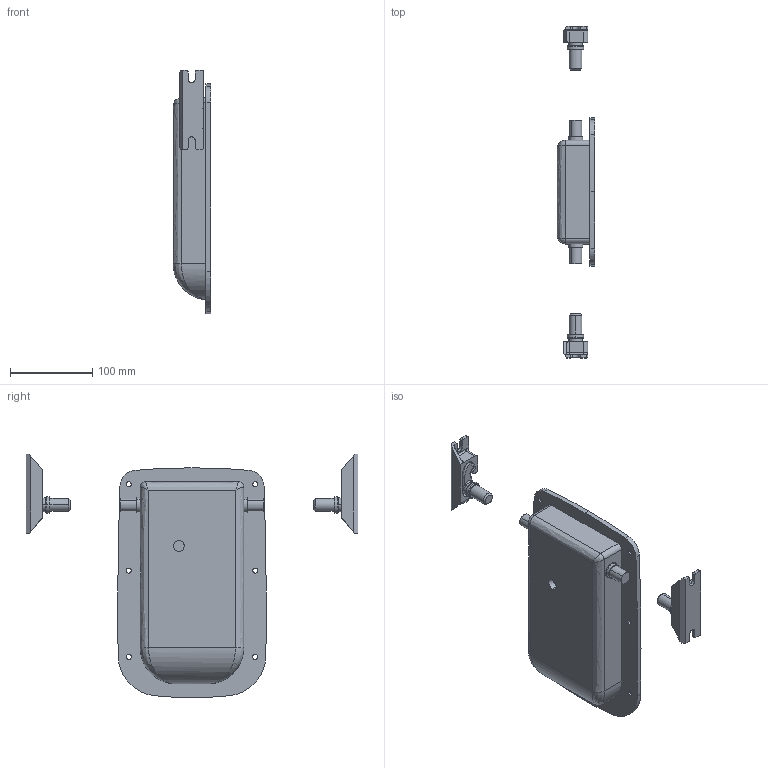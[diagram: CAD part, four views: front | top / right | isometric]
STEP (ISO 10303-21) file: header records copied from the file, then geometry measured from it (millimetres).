
FILE_DESCRIPTION (( 'STEP AP203' ), '1' );
FILE_NAME ('sone3D.STEP', '2017-07-19T08:15:54', ( '' ), ( '' ), 'SwSTEP 2.0', 'SolidWorks 2014', '' );
FILE_SCHEMA (( 'CONFIG_CONTROL_DESIGN' ));
Length unit declared in the file: millimetre
Products named in the file (10): sone3D; FA-818-1ハンドル_; FA-818-1ボタン_; FA-818-1僕儑僀儞僩A_; FA-1815-S-1_-2僉乕僷乕__L; FA-1815-S-1_-2僼僢僋__FA-1815-S-2-L; FA-1815-S-1_-2僉乕僷乕__R; FA-1815-S-1_-2僼僢僋__FA-1815-S-2-R; FA-1815-S-1乣2__FA-1815-S-2_; FA-818-1ケース_
Assembly tree (10 placements, depth 3):
  sone3D
    FA-818-1ケース_
    FA-818-1ハンドル_
    FA-818-1ボタン_
    FA-818-1僕儑僀儞僩A_  x2
    FA-1815-S-1乣2__FA-1815-S-2_
      FA-1815-S-1_-2僉乕僷乕__L
      FA-1815-S-1_-2僼僢僋__FA-1815-S-2-L
      FA-1815-S-1_-2僉乕僷乕__R
      FA-1815-S-1_-2僼僢僋__FA-1815-S-2-R
Bounding box: 46 x 404 x 296.21 mm (x, y, z)
Volume: 734443.9 mm3; surface area: 261438.5 mm2
Topology: 10 solids, 10 shells, 587 faces, 1453 edges, 893 vertices
Faces by surface type: cylinder 258, plane 181, torus 84, bspline 37, cone 25, sphere 2
Entity records: 19837 total; most frequent: CARTESIAN_POINT 5369, DIRECTION 2949, ORIENTED_EDGE 2768, EDGE_CURVE 1384, AXIS2_PLACEMENT_3D 1163, VERTEX_POINT 857, VECTOR 623, LINE 623
